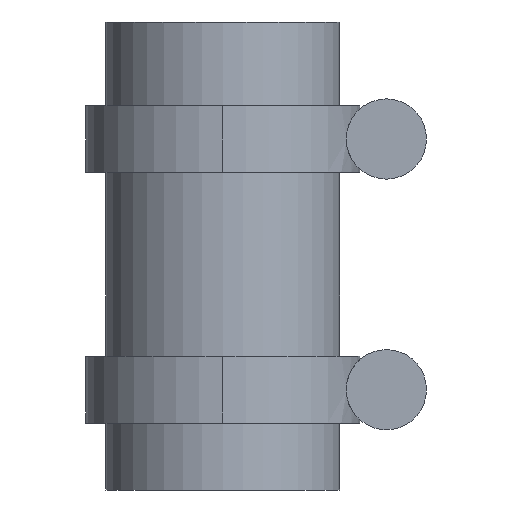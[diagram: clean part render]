
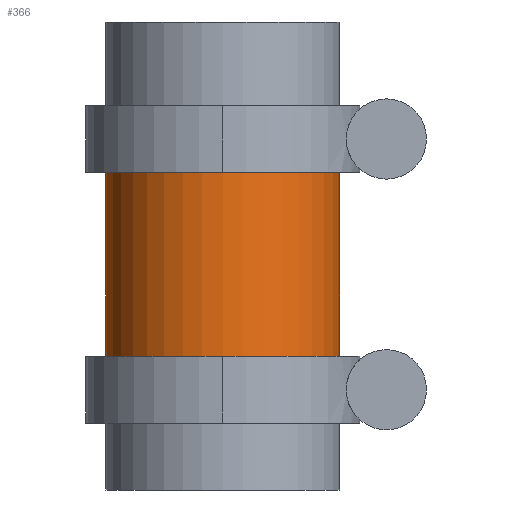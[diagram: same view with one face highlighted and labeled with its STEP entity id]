
A CAD part, front view. The second image highlights one B-rep face of the part: STEP entity #366.
In plain terms, the highlighted cylindrical face has radius 4.445 mm (diameter 8.89 mm), a partial arc.
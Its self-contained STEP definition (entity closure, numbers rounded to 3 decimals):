
#163=CARTESIAN_POINT('POINT9',(4.445,0.,
   -12.7));
#164=VERTEX_POINT('VERTEX9',#163);
#165=CARTESIAN_POINT('POINT10',(-4.445,0.,-12.7));
#166=VERTEX_POINT('VERTEX10',#165);
#167=CARTESIAN_POINT('POS13',(0.,
   0.,-12.7));
#168=DIRECTION('DIR23',(0.,0.,-1.));
#169=DIRECTION('DIR24',(1.,0.,0.));
#170=AXIS2_PLACEMENT_3D('AXIS11',#167,#168,#169);
#171=CIRCLE('ELLIPSE7',#170,4.445);
#172=EDGE_CURVE('EDGE11',#164,#166,#171,.T.);
#317=CARTESIAN_POINT('POINT17',(-4.445,0.,-5.715));
#318=VERTEX_POINT('VERTEX17',#317);
#319=CARTESIAN_POINT('POS31',(-4.445,0.,-5.715));
#320=DIRECTION('DIR55',(0.,0.,-1.));
#321=VECTOR('VEC7',#320,25.4);
#322=LINE('STRAIGHT7',#319,#321);
#323=EDGE_CURVE('EDGE23',#318,#166,#322,.T.);
#325=CARTESIAN_POINT('POINT18',(4.445,0.,
   -5.715));
#326=VERTEX_POINT('VERTEX18',#325);
#334=CARTESIAN_POINT('POS33',(4.445,0.,
   -5.715));
#335=DIRECTION('DIR58',(0.,0.,-1.));
#336=VECTOR('VEC8',#335,25.4);
#337=LINE('STRAIGHT8',#334,#336);
#338=EDGE_CURVE('EDGE25',#326,#164,#337,.T.);
#349=ORIENTED_EDGE('COEDGE41',*,*,#338,.F.);
#350=CARTESIAN_POINT('POS35',(0.,
   0.,-5.715));
#351=DIRECTION('DIR61',(0.,0.,1.));
#352=DIRECTION('DIR62',(-1.,0.,0.));
#353=AXIS2_PLACEMENT_3D('AXIS27',#350,#351,#352);
#354=CIRCLE('ELLIPSE16',#353,4.445);
#355=EDGE_CURVE('EDGE26',#318,#326,#354,.T.);
#356=ORIENTED_EDGE('COEDGE42',*,*,#355,.F.);
#357=ORIENTED_EDGE('COEDGE43',*,*,#323,.T.);
#358=ORIENTED_EDGE('COEDGE44',*,*,#172,.F.);
#359=EDGE_LOOP('NONE',(#349,#356,#357,#358));
#360=FACE_BOUND('LOOP1',#359,.T.);
#361=CARTESIAN_POINT('POS36',(0.,0.,0.));
#362=DIRECTION('DIR63',(0.,0.,-1.));
#363=DIRECTION('DIR64',(-1.,0.,0.));
#364=AXIS2_PLACEMENT_3D('AXIS28',#361,#362,#363);
#365=CYLINDRICAL_SURFACE('CONE_SURF7',#364,4.445);
#366=ADVANCED_FACE('FACE12',(#360),#365,.T.);
